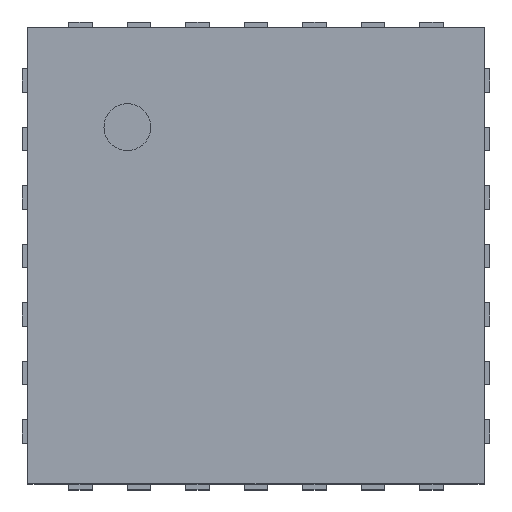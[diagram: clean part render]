
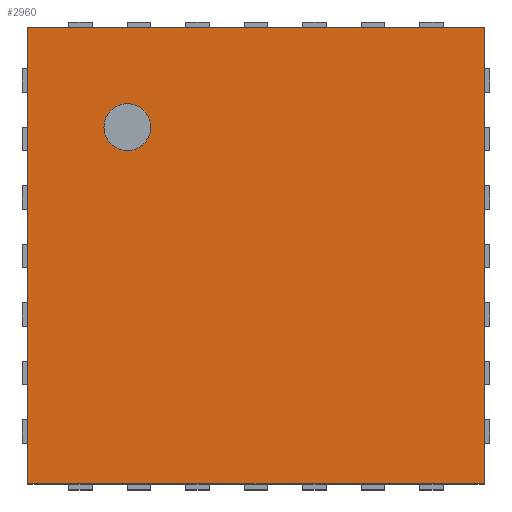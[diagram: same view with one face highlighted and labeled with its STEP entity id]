
A CAD part, top view. The second image highlights one B-rep face of the part: STEP entity #2960.
In plain terms, the highlighted planar face has unit normal (0, 0, 1).
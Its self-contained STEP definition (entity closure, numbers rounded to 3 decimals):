
#13=DIRECTION('',(0.,0.,1.));
#117=DIRECTION('',(0.,0.,-1.));
#149=VECTOR('',#150,1.);
#150=DIRECTION('',(1.,0.,0.));
#156=VECTOR('',#157,1.);
#157=DIRECTION('',(0.,-1.,0.));
#792=ORIENTED_EDGE('',*,*,#793,.F.);
#793=EDGE_CURVE('',#794,#796,#798,.T.);
#794=VERTEX_POINT('',#795);
#795=CARTESIAN_POINT('',(-1.95,1.95,1.1));
#796=VERTEX_POINT('',#797);
#797=CARTESIAN_POINT('',(1.95,1.95,1.1));
#798=LINE('',#795,#149);
#930=ORIENTED_EDGE('',*,*,#931,.T.);
#931=EDGE_CURVE('',#794,#932,#934,.T.);
#932=VERTEX_POINT('',#933);
#933=CARTESIAN_POINT('',(-1.95,-1.95,1.1));
#934=LINE('',#795,#156);
#1873=EDGE_CURVE('',#796,#1874,#1876,.T.);
#1874=VERTEX_POINT('',#1875);
#1875=CARTESIAN_POINT('',(1.95,-1.95,1.1));
#1876=LINE('',#797,#156);
#1999=EDGE_CURVE('',#932,#1874,#2000,.T.);
#2000=LINE('',#933,#149);
#2960=ADVANCED_FACE('',(#2961,#2965),#2974,.T.);
#2961=FACE_BOUND('',#2962,.T.);
#2962=EDGE_LOOP('',(#792,#930,#2963,#2964));
#2963=ORIENTED_EDGE('',*,*,#1999,.T.);
#2964=ORIENTED_EDGE('',*,*,#1873,.F.);
#2965=FACE_BOUND('',#2966,.T.);
#2966=EDGE_LOOP('',(#2967));
#2967=ORIENTED_EDGE('',*,*,#2968,.T.);
#2968=EDGE_CURVE('',#2969,#2969,#2971,.T.);
#2969=VERTEX_POINT('',#2970);
#2970=CARTESIAN_POINT('',(-1.1,0.9,1.1));
#2971=CIRCLE('',#2972,0.2);
#2972=AXIS2_PLACEMENT_3D('',#2973,#117,#157);
#2973=CARTESIAN_POINT('',(-1.1,1.1,1.1));
#2974=PLANE('',#2975);
#2975=AXIS2_PLACEMENT_3D('',#795,#13,#157);
